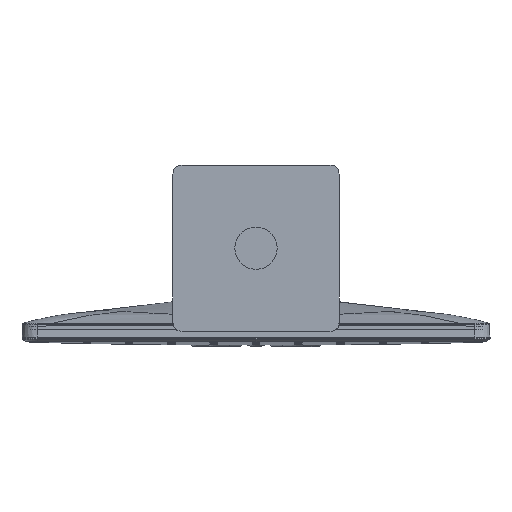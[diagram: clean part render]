
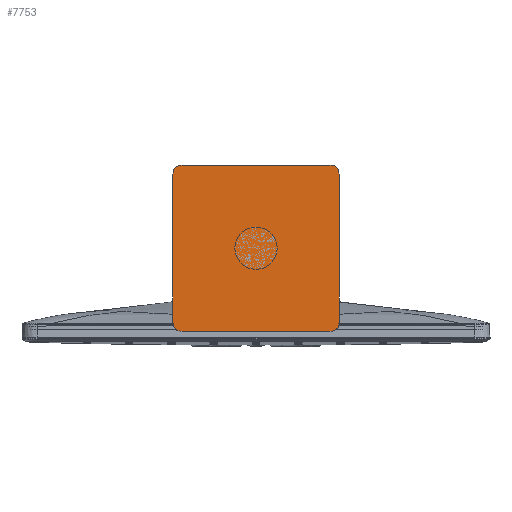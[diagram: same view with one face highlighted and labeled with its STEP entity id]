
A CAD part, left-side view. The second image highlights one B-rep face of the part: STEP entity #7753.
In plain terms, the highlighted planar face has unit normal (-1, 0, 0).
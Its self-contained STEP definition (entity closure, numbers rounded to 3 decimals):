
#1016=B_SPLINE_CURVE_WITH_KNOTS('',3,(#32944,#32945,#32946,#32947,#32948,
#32949,#32950),.UNSPECIFIED.,.F.,.F.,(4,1,1,1,4),(0.038,0.04,
0.042,0.045,0.047),.UNSPECIFIED.);
#1019=B_SPLINE_CURVE_WITH_KNOTS('',3,(#33007,#33008,#33009,#33010,#33011,
#33012,#33013),.UNSPECIFIED.,.F.,.F.,(4,1,1,1,4),(0.038,0.04,
0.042,0.045,0.047),.UNSPECIFIED.);
#1022=B_SPLINE_CURVE_WITH_KNOTS('',3,(#33070,#33071,#33072,#33073,#33074,
#33075,#33076),.UNSPECIFIED.,.F.,.F.,(4,1,1,1,4),(0.038,0.04,
0.042,0.045,0.047),.UNSPECIFIED.);
#1025=B_SPLINE_CURVE_WITH_KNOTS('',3,(#33130,#33131,#33132,#33133,#33134,
#33135,#33136),.UNSPECIFIED.,.F.,.F.,(4,1,1,1,4),(0.038,0.04,
0.042,0.045,0.047),.UNSPECIFIED.);
#1295=LINE('',#32897,#1446);
#1298=LINE('',#32960,#1449);
#1301=LINE('',#33023,#1452);
#1304=LINE('',#33086,#1455);
#1446=VECTOR('',#9503,1000.);
#1449=VECTOR('',#9508,1000.);
#1452=VECTOR('',#9513,1000.);
#1455=VECTOR('',#9518,1000.);
#3120=ORIENTED_EDGE('',*,*,#4203,.T.);
#3121=ORIENTED_EDGE('',*,*,#4206,.T.);
#3122=ORIENTED_EDGE('',*,*,#4209,.T.);
#3123=ORIENTED_EDGE('',*,*,#4212,.T.);
#3124=ORIENTED_EDGE('',*,*,#4215,.T.);
#3125=ORIENTED_EDGE('',*,*,#4218,.T.);
#3126=ORIENTED_EDGE('',*,*,#4221,.T.);
#3127=ORIENTED_EDGE('',*,*,#4223,.T.);
#4203=EDGE_CURVE('',#4931,#4933,#1295,.T.);
#4206=EDGE_CURVE('',#4933,#4935,#1016,.T.);
#4209=EDGE_CURVE('',#4935,#4937,#1298,.T.);
#4212=EDGE_CURVE('',#4937,#4939,#1019,.T.);
#4215=EDGE_CURVE('',#4939,#4941,#1301,.T.);
#4218=EDGE_CURVE('',#4941,#4943,#1022,.T.);
#4221=EDGE_CURVE('',#4943,#4945,#1304,.T.);
#4223=EDGE_CURVE('',#4945,#4931,#1025,.T.);
#4931=VERTEX_POINT('',#32888);
#4933=VERTEX_POINT('',#32896);
#4935=VERTEX_POINT('',#32943);
#4937=VERTEX_POINT('',#32959);
#4939=VERTEX_POINT('',#33006);
#4941=VERTEX_POINT('',#33022);
#4943=VERTEX_POINT('',#33069);
#4945=VERTEX_POINT('',#33085);
#5754=EDGE_LOOP('',(#3120,#3121,#3122,#3123,#3124,#3125,#3126,#3127));
#6528=FACE_BOUND('',#5754,.T.);
#6760=PLANE('',#8346);
#7753=ADVANCED_FACE('',(#6528),#6760,.F.);
#8346=AXIS2_PLACEMENT_3D('',#33137,#9519,#9520);
#9503=DIRECTION('',(0.,0.,1.));
#9508=DIRECTION('',(0.,1.,0.));
#9513=DIRECTION('',(0.,0.,-1.));
#9518=DIRECTION('',(0.,-1.,0.));
#9519=DIRECTION('',(1.,0.,0.));
#9520=DIRECTION('',(0.,0.,-1.));
#32888=CARTESIAN_POINT('',(0.,-55.,-49.));
#32896=CARTESIAN_POINT('',(0.,-55.,49.));
#32897=CARTESIAN_POINT('',(0.,-55.,-49.));
#32943=CARTESIAN_POINT('',(0.,-49.,55.));
#32944=CARTESIAN_POINT('',(0.,-55.,49.));
#32945=CARTESIAN_POINT('',(0.,-55.,49.811));
#32946=CARTESIAN_POINT('',(0.,-54.927,51.447));
#32947=CARTESIAN_POINT('',(0.,-53.618,53.614));
#32948=CARTESIAN_POINT('',(0.,-51.47,54.92));
#32949=CARTESIAN_POINT('',(0.,-49.813,55.));
#32950=CARTESIAN_POINT('',(0.,-49.,55.));
#32959=CARTESIAN_POINT('',(0.,49.,55.));
#32960=CARTESIAN_POINT('',(0.,-49.,55.));
#33006=CARTESIAN_POINT('',(0.,55.,49.));
#33007=CARTESIAN_POINT('',(0.,49.,55.));
#33008=CARTESIAN_POINT('',(0.,49.811,55.));
#33009=CARTESIAN_POINT('',(0.,51.447,54.927));
#33010=CARTESIAN_POINT('',(0.,53.614,53.618));
#33011=CARTESIAN_POINT('',(0.,54.92,51.47));
#33012=CARTESIAN_POINT('',(0.,55.,49.813));
#33013=CARTESIAN_POINT('',(0.,55.,49.));
#33022=CARTESIAN_POINT('',(0.,55.,-49.));
#33023=CARTESIAN_POINT('',(0.,55.,49.));
#33069=CARTESIAN_POINT('',(0.,49.,-55.));
#33070=CARTESIAN_POINT('',(0.,55.,-49.));
#33071=CARTESIAN_POINT('',(0.,55.,-49.811));
#33072=CARTESIAN_POINT('',(0.,54.927,-51.447));
#33073=CARTESIAN_POINT('',(0.,53.618,-53.614));
#33074=CARTESIAN_POINT('',(0.,51.47,-54.92));
#33075=CARTESIAN_POINT('',(0.,49.813,-55.));
#33076=CARTESIAN_POINT('',(0.,49.,-55.));
#33085=CARTESIAN_POINT('',(0.,-49.,-55.));
#33086=CARTESIAN_POINT('',(0.,49.,-55.));
#33130=CARTESIAN_POINT('',(0.,-49.,-55.));
#33131=CARTESIAN_POINT('',(0.,-49.811,-55.));
#33132=CARTESIAN_POINT('',(0.,-51.447,-54.927));
#33133=CARTESIAN_POINT('',(0.,-53.614,-53.618));
#33134=CARTESIAN_POINT('',(0.,-54.92,-51.47));
#33135=CARTESIAN_POINT('',(0.,-55.,-49.813));
#33136=CARTESIAN_POINT('',(0.,-55.,-49.));
#33137=CARTESIAN_POINT('',(0.,-53.475,53.475));
